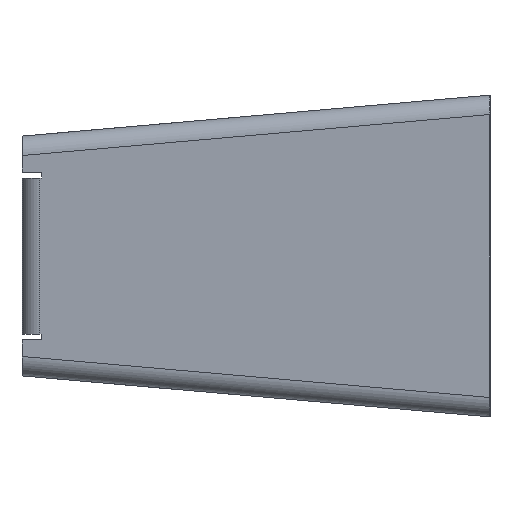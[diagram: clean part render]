
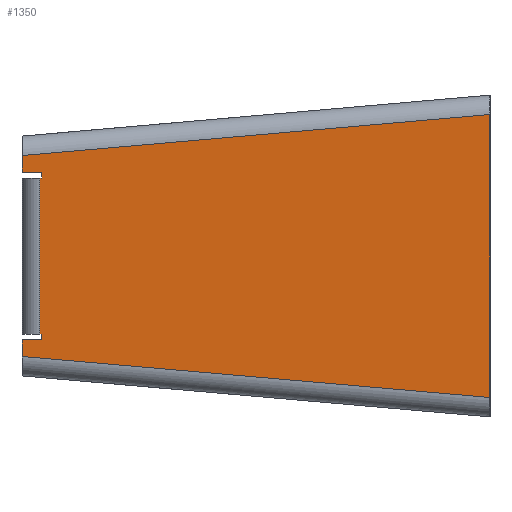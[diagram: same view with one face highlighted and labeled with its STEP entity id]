
A CAD part, left-side view. The second image highlights one B-rep face of the part: STEP entity #1350.
In plain terms, the highlighted planar face has unit normal (-0.996, 0.087, 0).
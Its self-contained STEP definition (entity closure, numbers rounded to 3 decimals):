
#8 = EDGE_LOOP ( 'NONE', ( #1312, #97, #1566, #187, #1563, #959, #951, #840, #326, #1470, #935, #361 ) ) ;
#13 = CARTESIAN_POINT ( 'NONE',  ( -66.908, 23.914, 5.162 ) ) ;
#37 = LINE ( 'NONE', #13, #319 ) ;
#66 = DIRECTION ( 'NONE',  ( -0.087, -0.996, 0. ) ) ;
#88 = VECTOR ( 'NONE', #1021, 1000. ) ;
#97 = ORIENTED_EDGE ( 'NONE', *, *, #412, .T. ) ;
#113 = CARTESIAN_POINT ( 'NONE',  ( -66.988, 23., 4.3 ) ) ;
#114 = CARTESIAN_POINT ( 'NONE',  ( -69.008, -0.086, -7.261 ) ) ;
#185 = EDGE_CURVE ( 'NONE', #1062, #1235, #587, .T. ) ;
#187 = ORIENTED_EDGE ( 'NONE', *, *, #236, .T. ) ;
#194 = CARTESIAN_POINT ( 'NONE',  ( -66.9, 24., -4.3 ) ) ;
#201 = DIRECTION ( 'NONE',  ( 0.087, 0.996, 0. ) ) ;
#210 = CARTESIAN_POINT ( 'NONE',  ( -66.9, 24., 5.154 ) ) ;
#226 = VECTOR ( 'NONE', #1577, 1000. ) ;
#236 = EDGE_CURVE ( 'NONE', #939, #1366, #1521, .T. ) ;
#260 = LINE ( 'NONE', #500, #842 ) ;
#278 = DIRECTION ( 'NONE',  ( 0.087, 0.996, 0. ) ) ;
#303 = LINE ( 'NONE', #1189, #384 ) ;
#319 = VECTOR ( 'NONE', #1167, 1000. ) ;
#323 = VERTEX_POINT ( 'NONE', #1441 ) ;
#326 = ORIENTED_EDGE ( 'NONE', *, *, #1393, .T. ) ;
#361 = ORIENTED_EDGE ( 'NONE', *, *, #899, .T. ) ;
#384 = VECTOR ( 'NONE', #201, 1000. ) ;
#412 = EDGE_CURVE ( 'NONE', #1185, #1291, #444, .T. ) ;
#421 = DIRECTION ( 'NONE',  ( 0., 0., -1. ) ) ;
#429 = LINE ( 'NONE', #676, #578 ) ;
#444 = LINE ( 'NONE', #567, #1095 ) ;
#446 = CARTESIAN_POINT ( 'NONE',  ( -66.9, 24., 4.3 ) ) ;
#468 = CARTESIAN_POINT ( 'NONE',  ( -66.9, 24., 4.3 ) ) ;
#476 = VERTEX_POINT ( 'NONE', #897 ) ;
#500 = CARTESIAN_POINT ( 'NONE',  ( -66.988, 23., 8.25 ) ) ;
#534 = CARTESIAN_POINT ( 'NONE',  ( -66.9, 24., 8.25 ) ) ;
#567 = CARTESIAN_POINT ( 'NONE',  ( -66.98, 23.087, 8.25 ) ) ;
#574 = VECTOR ( 'NONE', #421, 1000. ) ;
#578 = VECTOR ( 'NONE', #66, 1000. ) ;
#586 = LINE ( 'NONE', #114, #226 ) ;
#587 = LINE ( 'NONE', #468, #903 ) ;
#603 = EDGE_CURVE ( 'NONE', #738, #1185, #1250, .T. ) ;
#624 = FACE_OUTER_BOUND ( 'NONE', #8, .T. ) ;
#636 = CARTESIAN_POINT ( 'NONE',  ( -66.9, 24., 4. ) ) ;
#666 = VERTEX_POINT ( 'NONE', #194 ) ;
#676 = CARTESIAN_POINT ( 'NONE',  ( -66.9, 24., -4. ) ) ;
#682 = LINE ( 'NONE', #1176, #574 ) ;
#738 = VERTEX_POINT ( 'NONE', #816 ) ;
#755 = EDGE_CURVE ( 'NONE', #1184, #1062, #796, .T. ) ;
#772 = CARTESIAN_POINT ( 'NONE',  ( -66.988, 23., 8.25 ) ) ;
#773 = CARTESIAN_POINT ( 'NONE',  ( -66.988, 23., -4. ) ) ;
#796 = LINE ( 'NONE', #1161, #1201 ) ;
#808 = EDGE_CURVE ( 'NONE', #476, #1090, #586, .T. ) ;
#816 = CARTESIAN_POINT ( 'NONE',  ( -66.988, 23., 4. ) ) ;
#840 = ORIENTED_EDGE ( 'NONE', *, *, #883, .F. ) ;
#842 = VECTOR ( 'NONE', #1500, 1000. ) ;
#850 = DIRECTION ( 'NONE',  ( -0.087, -0.996, 0. ) ) ;
#883 = EDGE_CURVE ( 'NONE', #323, #1090, #1112, .T. ) ;
#897 = CARTESIAN_POINT ( 'NONE',  ( -66.9, 24., -5.154 ) ) ;
#899 = EDGE_CURVE ( 'NONE', #1235, #738, #260, .T. ) ;
#903 = VECTOR ( 'NONE', #850, 1000. ) ;
#935 = ORIENTED_EDGE ( 'NONE', *, *, #185, .T. ) ;
#939 = VERTEX_POINT ( 'NONE', #773 ) ;
#943 = CARTESIAN_POINT ( 'NONE',  ( -66.98, 23.087, 4. ) ) ;
#951 = ORIENTED_EDGE ( 'NONE', *, *, #808, .T. ) ;
#959 = ORIENTED_EDGE ( 'NONE', *, *, #1491, .T. ) ;
#998 = DIRECTION ( 'NONE',  ( 0.996, -0.087, 0. ) ) ;
#1021 = DIRECTION ( 'NONE',  ( 0., 0., -1. ) ) ;
#1062 = VERTEX_POINT ( 'NONE', #446 ) ;
#1063 = EDGE_CURVE ( 'NONE', #1366, #666, #303, .T. ) ;
#1090 = VERTEX_POINT ( 'NONE', #1529 ) ;
#1095 = VECTOR ( 'NONE', #1565, 1000. ) ;
#1111 = AXIS2_PLACEMENT_3D ( 'NONE', #534, #998, #278 ) ;
#1112 = LINE ( 'NONE', #1375, #1458 ) ;
#1115 = CARTESIAN_POINT ( 'NONE',  ( -66.988, 23., -4.3 ) ) ;
#1120 = EDGE_CURVE ( 'NONE', #1291, #939, #429, .T. ) ;
#1126 = DIRECTION ( 'NONE',  ( 0.087, 0.996, 0. ) ) ;
#1161 = CARTESIAN_POINT ( 'NONE',  ( -66.9, 24., 8.25 ) ) ;
#1167 = DIRECTION ( 'NONE',  ( 0.087, 0.992, -0.087 ) ) ;
#1176 = CARTESIAN_POINT ( 'NONE',  ( -66.9, 24., 8.25 ) ) ;
#1184 = VERTEX_POINT ( 'NONE', #210 ) ;
#1185 = VERTEX_POINT ( 'NONE', #943 ) ;
#1189 = CARTESIAN_POINT ( 'NONE',  ( -66.9, 24., -4.3 ) ) ;
#1201 = VECTOR ( 'NONE', #1517, 1000. ) ;
#1235 = VERTEX_POINT ( 'NONE', #113 ) ;
#1248 = DIRECTION ( 'NONE',  ( 0., 0., -1. ) ) ;
#1250 = LINE ( 'NONE', #636, #1463 ) ;
#1291 = VERTEX_POINT ( 'NONE', #1504 ) ;
#1312 = ORIENTED_EDGE ( 'NONE', *, *, #603, .T. ) ;
#1350 = ADVANCED_FACE ( 'NONE', ( #624 ), #1357, .F. ) ;
#1357 = PLANE ( 'NONE',  #1111 ) ;
#1366 = VERTEX_POINT ( 'NONE', #1115 ) ;
#1375 = CARTESIAN_POINT ( 'NONE',  ( -69., 0., 8.25 ) ) ;
#1393 = EDGE_CURVE ( 'NONE', #323, #1184, #37, .T. ) ;
#1441 = CARTESIAN_POINT ( 'NONE',  ( -69., 0., 7.254 ) ) ;
#1458 = VECTOR ( 'NONE', #1248, 1000. ) ;
#1463 = VECTOR ( 'NONE', #1126, 1000. ) ;
#1470 = ORIENTED_EDGE ( 'NONE', *, *, #755, .T. ) ;
#1491 = EDGE_CURVE ( 'NONE', #666, #476, #682, .T. ) ;
#1500 = DIRECTION ( 'NONE',  ( 0., 0., -1. ) ) ;
#1504 = CARTESIAN_POINT ( 'NONE',  ( -66.98, 23.087, -4. ) ) ;
#1517 = DIRECTION ( 'NONE',  ( 0., 0., -1. ) ) ;
#1521 = LINE ( 'NONE', #772, #88 ) ;
#1529 = CARTESIAN_POINT ( 'NONE',  ( -69., 0., -7.254 ) ) ;
#1563 = ORIENTED_EDGE ( 'NONE', *, *, #1063, .T. ) ;
#1565 = DIRECTION ( 'NONE',  ( 0., 0., -1. ) ) ;
#1566 = ORIENTED_EDGE ( 'NONE', *, *, #1120, .T. ) ;
#1577 = DIRECTION ( 'NONE',  ( -0.087, -0.992, -0.087 ) ) ;
